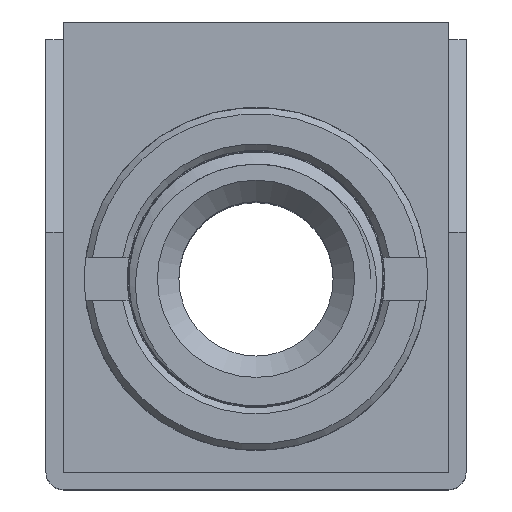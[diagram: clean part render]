
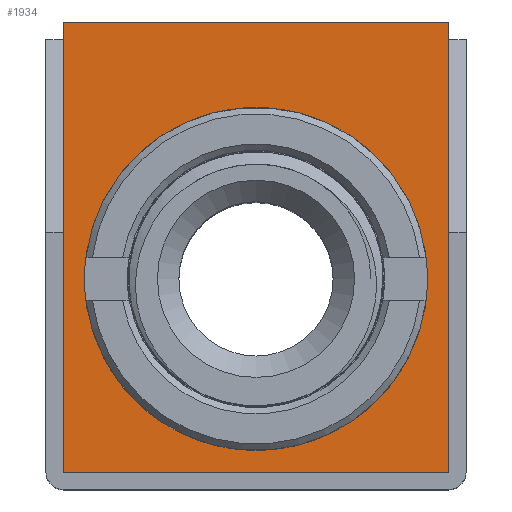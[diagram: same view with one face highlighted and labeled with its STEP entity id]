
A CAD part, top view. The second image highlights one B-rep face of the part: STEP entity #1934.
In plain terms, the highlighted planar face has unit normal (0, 0, 1).
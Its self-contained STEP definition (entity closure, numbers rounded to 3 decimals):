
#95=FACE_BOUND('',#387,.T.);
#169=PLANE('',#2152);
#274=FACE_OUTER_BOUND('',#386,.T.);
#386=EDGE_LOOP('',(#1762,#1763,#1764,#1765));
#387=EDGE_LOOP('',(#1766,#1767,#1768,#1769));
#543=LINE('',#4639,#708);
#548=LINE('',#4652,#713);
#549=LINE('',#4659,#714);
#550=LINE('',#4661,#715);
#551=LINE('',#4663,#716);
#552=LINE('',#4664,#717);
#708=VECTOR('',#2616,10.);
#713=VECTOR('',#2629,10.);
#714=VECTOR('',#2638,10.);
#715=VECTOR('',#2639,10.);
#716=VECTOR('',#2640,10.);
#717=VECTOR('',#2641,10.);
#782=CIRCLE('',#2147,4.);
#784=CIRCLE('',#2151,4.);
#954=VERTEX_POINT('',#4636);
#955=VERTEX_POINT('',#4638);
#957=VERTEX_POINT('',#4644);
#959=VERTEX_POINT('',#4650);
#960=VERTEX_POINT('',#4657);
#961=VERTEX_POINT('',#4658);
#962=VERTEX_POINT('',#4660);
#963=VERTEX_POINT('',#4662);
#1222=EDGE_CURVE('',#954,#955,#543,.T.);
#1226=EDGE_CURVE('',#957,#954,#782,.T.);
#1229=EDGE_CURVE('',#959,#957,#548,.T.);
#1231=EDGE_CURVE('',#955,#959,#784,.T.);
#1232=EDGE_CURVE('',#960,#961,#549,.T.);
#1233=EDGE_CURVE('',#962,#960,#550,.T.);
#1234=EDGE_CURVE('',#963,#962,#551,.T.);
#1235=EDGE_CURVE('',#961,#963,#552,.T.);
#1762=ORIENTED_EDGE('',*,*,#1232,.F.);
#1763=ORIENTED_EDGE('',*,*,#1233,.F.);
#1764=ORIENTED_EDGE('',*,*,#1234,.F.);
#1765=ORIENTED_EDGE('',*,*,#1235,.F.);
#1766=ORIENTED_EDGE('',*,*,#1231,.F.);
#1767=ORIENTED_EDGE('',*,*,#1222,.F.);
#1768=ORIENTED_EDGE('',*,*,#1226,.F.);
#1769=ORIENTED_EDGE('',*,*,#1229,.F.);
#1934=ADVANCED_FACE('',(#274,#95),#169,.T.);
#2147=AXIS2_PLACEMENT_3D('',#4646,#2623,#2624);
#2151=AXIS2_PLACEMENT_3D('',#4655,#2634,#2635);
#2152=AXIS2_PLACEMENT_3D('',#4656,#2636,#2637);
#2616=DIRECTION('',(-1.,0.,0.));
#2623=DIRECTION('center_axis',(0.,0.,1.));
#2624=DIRECTION('ref_axis',(-1.,0.,0.));
#2629=DIRECTION('',(1.,0.,0.));
#2634=DIRECTION('center_axis',(0.,0.,1.));
#2635=DIRECTION('ref_axis',(-1.,0.,0.));
#2636=DIRECTION('center_axis',(0.,0.,1.));
#2637=DIRECTION('ref_axis',(-1.,0.,0.));
#2638=DIRECTION('',(1.,0.,0.));
#2639=DIRECTION('',(0.,1.,0.));
#2640=DIRECTION('',(-1.,0.,0.));
#2641=DIRECTION('',(0.,-1.,0.));
#4636=CARTESIAN_POINT('',(2.646,3.,9.5));
#4638=CARTESIAN_POINT('',(-2.646,3.,9.5));
#4639=CARTESIAN_POINT('',(-2.646,3.,9.5));
#4644=CARTESIAN_POINT('',(2.646,-3.,9.5));
#4646=CARTESIAN_POINT('Origin',(0.,0.,9.5));
#4650=CARTESIAN_POINT('',(-2.646,-3.,9.5));
#4652=CARTESIAN_POINT('',(-2.646,-3.,9.5));
#4655=CARTESIAN_POINT('Origin',(0.,0.,9.5));
#4656=CARTESIAN_POINT('Origin',(0.,0.75,9.5));
#4657=CARTESIAN_POINT('',(-4.5,6.,9.5));
#4658=CARTESIAN_POINT('',(4.5,6.,9.5));
#4659=CARTESIAN_POINT('',(2.25,6.,9.5));
#4660=CARTESIAN_POINT('',(-4.5,-4.5,9.5));
#4661=CARTESIAN_POINT('',(-4.5,3.375,9.5));
#4662=CARTESIAN_POINT('',(4.5,-4.5,9.5));
#4663=CARTESIAN_POINT('',(-2.25,-4.5,9.5));
#4664=CARTESIAN_POINT('',(4.5,-1.875,9.5));
